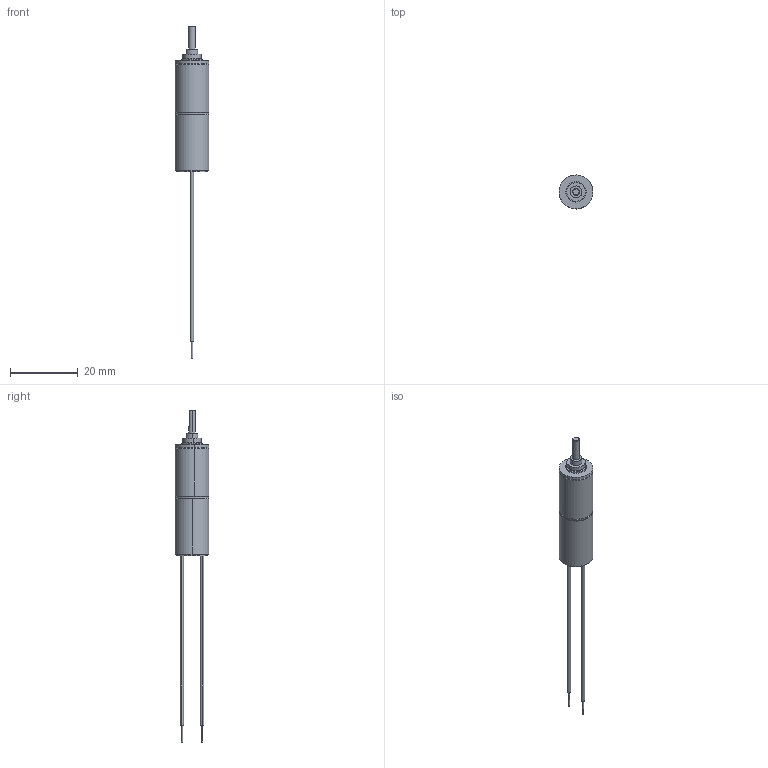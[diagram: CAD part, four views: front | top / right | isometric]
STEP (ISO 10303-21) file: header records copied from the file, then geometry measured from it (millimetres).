
FILE_DESCRIPTION (( 'STEP AP203' ), '1' );
FILE_NAME ('DCU10017-PG10C-0064-³öÖá³¤10.3.STEP', '2022-06-06T07:40:12', ( '88' ), ( '' ), 'SwSTEP 2.0', 'SolidWorks 2014', '' );
FILE_SCHEMA (( 'CONFIG_CONTROL_DESIGN' ));
Length unit declared in the file: millimetre
Products named in the file (3): PG10C-3-NEW; DCU10017-PG10C-0064-堤粣酗10.3; DCU10017
Assembly tree (2 placements, depth 2):
  DCU10017-PG10C-0064-堤粣酗10.3
    DCU10017
    PG10C-3-NEW
Bounding box: 10 x 10 x 98.05 mm (x, y, z)
Volume: 2810.2 mm3; surface area: 1997 mm2
Topology: 7 solids, 7 shells, 88 faces, 167 edges, 106 vertices
Faces by surface type: cylinder 46, plane 29, cone 13
Entity records: 2547 total; most frequent: DIRECTION 454, CARTESIAN_POINT 372, ORIENTED_EDGE 334, AXIS2_PLACEMENT_3D 196, EDGE_CURVE 167, VERTEX_POINT 106, CIRCLE 103, EDGE_LOOP 103
